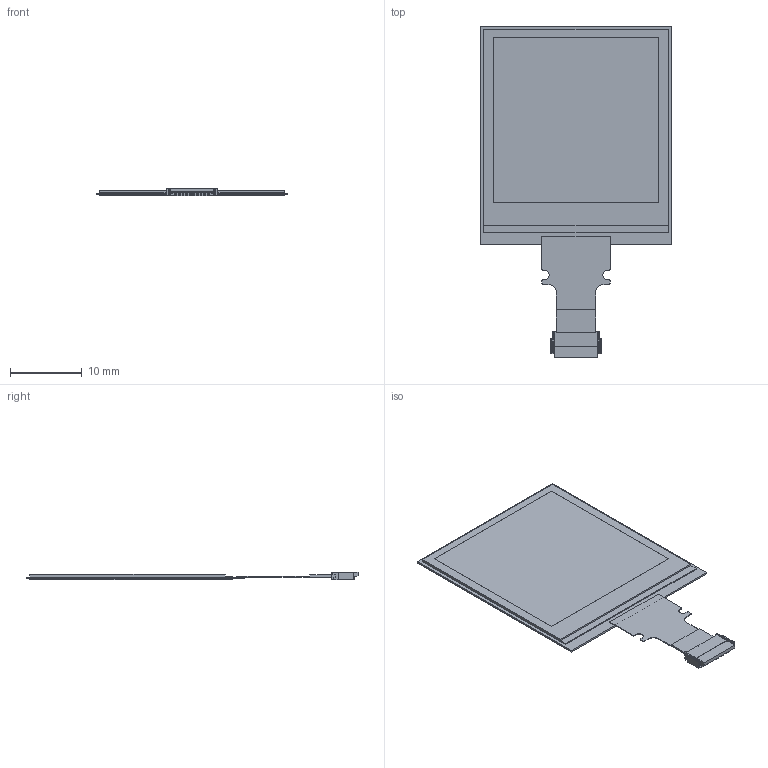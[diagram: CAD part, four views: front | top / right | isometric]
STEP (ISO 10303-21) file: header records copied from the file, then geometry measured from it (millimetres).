
FILE_DESCRIPTION(/* description */ (''),/* implementation_level */ '2;1');
FILE_NAME(/* name */ 'LS013B7DH03.step',/* time_stamp */ '2024-11-10T14:17:22+01:00',/* author */ (''),/* organization */ (''),/* preprocessor_version */ 'ST-DEVELOPER v20',/* originating_system */ 'Autodesk Translation Framework v13.20.0.188',/* authorisation */ '');
FILE_SCHEMA (('AUTOMOTIVE_DESIGN { 1 0 10303 214 3 1 1 }'));
Length unit declared in the file: millimetre
Products named in the file (3): LS013B7DH03 w/ AYF531035; AYF531035; LS013B7DH03
Assembly tree (2 placements, depth 2):
  LS013B7DH03 w/ AYF531035
    AYF531035
    LS013B7DH03
Bounding box: 26.6 x 46.13 x 1.1 mm (x, y, z)
Volume: 584.2 mm3; surface area: 2033.3 mm2
Topology: 37 solids, 37 shells, 664 faces, 1699 edges, 1110 vertices
Faces by surface type: plane 549, cylinder 75, bspline 40
Entity records: 20411 total; most frequent: CARTESIAN_POINT 4198, ORIENTED_EDGE 3398, DIRECTION 3107, EDGE_CURVE 1699, LINE 1469, VECTOR 1469, VERTEX_POINT 1110, AXIS2_PLACEMENT_3D 819
